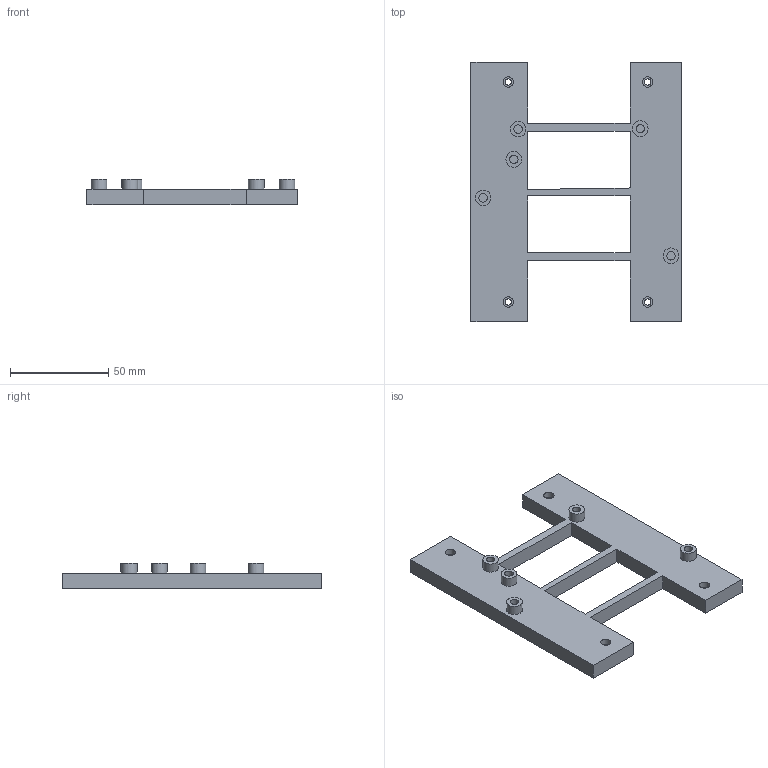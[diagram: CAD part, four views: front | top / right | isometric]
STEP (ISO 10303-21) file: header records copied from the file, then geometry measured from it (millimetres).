
FILE_DESCRIPTION(('HOOPS Exchange Step'),'2;1');
FILE_NAME('temp_export','2024-07-28T16:30:13-05:00',('Mattflix'),('Shapr3D Limited'),'HOOPS Exchange 2024.2','Shapr3D','Authorized');
FILE_SCHEMA( ('AUTOMOTIVE_DESIGN { 1 0 10303 214 1 1 1 1 }') );
Length unit declared in the file: millimetre
Products named in the file (3): Sketches; SKR3_Mini3_v3_Mount; root
Assembly tree (2 placements, depth 2):
  root
    Sketches
    SKR3_Mini3_v3_Mount
Bounding box: 107 x 132 x 13 mm (x, y, z)
Volume: 63471.2 mm3; surface area: 24382.6 mm2
Topology: 1 solids, 1 shells, 54 faces, 134 edges, 96 vertices
Faces by surface type: plane 36, cylinder 18
Full cylindrical faces by diameter (mm): 3.2 x4, 4.3 x5, 5.2 x4, 8 x5
Entity records: 1740 total; most frequent: DIRECTION 304, CARTESIAN_POINT 287, ORIENTED_EDGE 268, EDGE_CURVE 134, AXIS2_PLACEMENT_3D 113, VERTEX_POINT 96, EDGE_LOOP 80, FACE_BOUND 80
